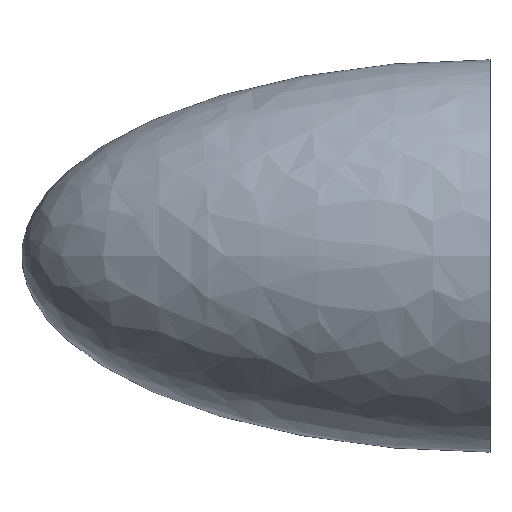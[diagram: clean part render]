
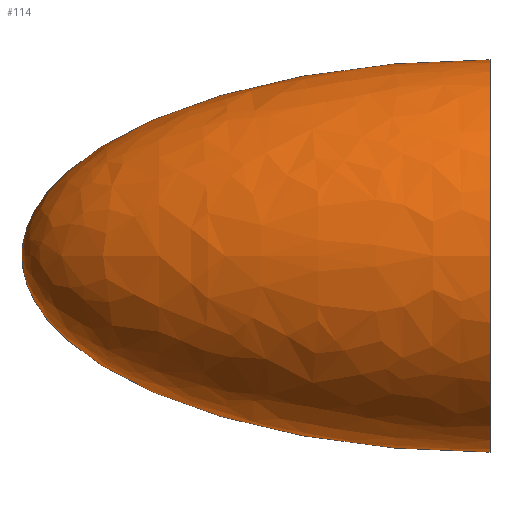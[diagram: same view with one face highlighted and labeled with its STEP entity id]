
A CAD part, top view. The second image highlights one B-rep face of the part: STEP entity #114.
In plain terms, the highlighted free-form (B-spline) face has degree [2, 2] with [3, 5] control points.
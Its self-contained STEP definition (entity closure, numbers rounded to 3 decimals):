
#16=ELLIPSE('',#145,1192.9,500.);
#17=ELLIPSE('',#146,1192.9,500.);
#21=(
BOUNDED_SURFACE()
B_SPLINE_SURFACE(2,2,((#220,#221,#222,#223,#224),(#225,#226,#227,#228,#229),
(#230,#231,#232,#233,#234)),.UNSPECIFIED.,.F.,.F.,.F.)
B_SPLINE_SURFACE_WITH_KNOTS((3,3),(3,2,3),(-1.571,0.),
(0.,1.571,3.142),.UNSPECIFIED.)
GEOMETRIC_REPRESENTATION_ITEM()
RATIONAL_B_SPLINE_SURFACE(((1.,0.707,1.,0.707,1.),
(0.707,0.5,0.707,0.5,0.707),(1.,0.707,
1.,0.707,1.)))
REPRESENTATION_ITEM('')
SURFACE()
);
#26=FACE_OUTER_BOUND('',#33,.T.);
#33=EDGE_LOOP('',(#92,#93,#94));
#42=CIRCLE('',#147,500.);
#62=VERTEX_POINT('',#235);
#63=VERTEX_POINT('',#236);
#64=VERTEX_POINT('',#238);
#75=EDGE_CURVE('',#62,#63,#16,.T.);
#76=EDGE_CURVE('',#64,#63,#17,.T.);
#77=EDGE_CURVE('',#62,#64,#42,.T.);
#92=ORIENTED_EDGE('',*,*,#75,.T.);
#93=ORIENTED_EDGE('',*,*,#76,.F.);
#94=ORIENTED_EDGE('',*,*,#77,.F.);
#114=ADVANCED_FACE('',(#26),#21,.T.);
#145=AXIS2_PLACEMENT_3D('',#237,#173,#174);
#146=AXIS2_PLACEMENT_3D('',#239,#175,#176);
#147=AXIS2_PLACEMENT_3D('',#240,#177,#178);
#173=DIRECTION('center_axis',(0.,0.,1.));
#174=DIRECTION('ref_axis',(-1.,0.,0.));
#175=DIRECTION('center_axis',(0.,0.,-1.));
#176=DIRECTION('ref_axis',(-1.,0.,0.));
#177=DIRECTION('center_axis',(1.,0.,0.));
#178=DIRECTION('ref_axis',(0.,1.,0.));
#220=CARTESIAN_POINT('Ctrl Pts',(692.9,500.,0.));
#221=CARTESIAN_POINT('Ctrl Pts',(692.9,500.,500.));
#222=CARTESIAN_POINT('Ctrl Pts',(692.9,0.,
500.));
#223=CARTESIAN_POINT('Ctrl Pts',(692.9,-500.,500.));
#224=CARTESIAN_POINT('Ctrl Pts',(692.9,-500.,0.));
#225=CARTESIAN_POINT('Ctrl Pts',(-500.,500.,0.));
#226=CARTESIAN_POINT('Ctrl Pts',(-500.,500.,500.));
#227=CARTESIAN_POINT('Ctrl Pts',(-500.,0.,500.));
#228=CARTESIAN_POINT('Ctrl Pts',(-500.,-500.,500.));
#229=CARTESIAN_POINT('Ctrl Pts',(-500.,-500.,0.));
#230=CARTESIAN_POINT('Ctrl Pts',(-500.,0.,0.));
#231=CARTESIAN_POINT('Ctrl Pts',(-500.,0.,0.));
#232=CARTESIAN_POINT('Ctrl Pts',(-500.,0.,0.));
#233=CARTESIAN_POINT('Ctrl Pts',(-500.,0.,0.));
#234=CARTESIAN_POINT('Ctrl Pts',(-500.,0.,0.));
#235=CARTESIAN_POINT('',(692.9,500.,0.));
#236=CARTESIAN_POINT('',(-500.,0.,0.));
#237=CARTESIAN_POINT('Origin',(692.9,0.,0.));
#238=CARTESIAN_POINT('',(692.9,-500.,0.));
#239=CARTESIAN_POINT('Origin',(692.9,0.,0.));
#240=CARTESIAN_POINT('Origin',(692.9,0.,0.));
